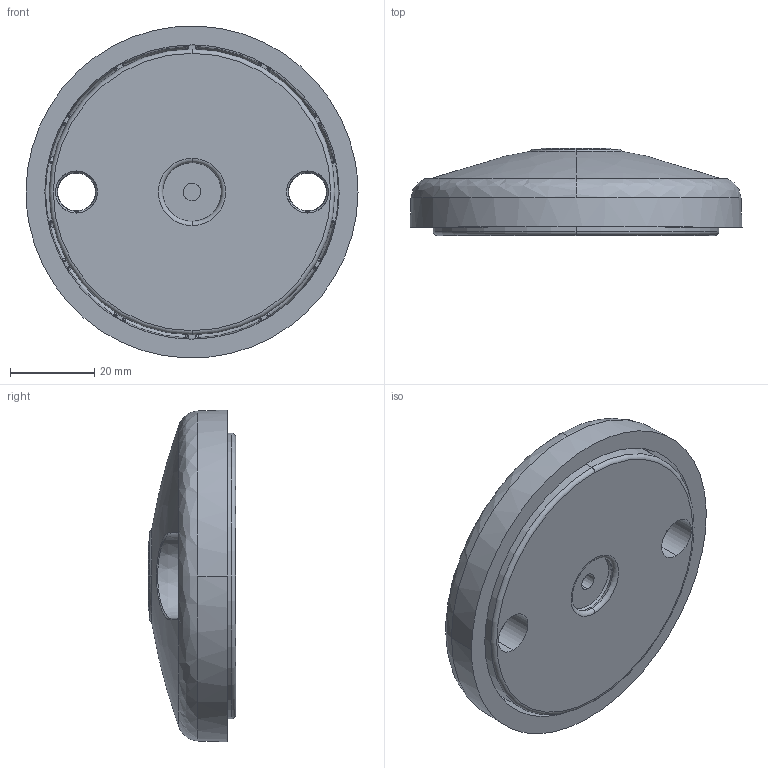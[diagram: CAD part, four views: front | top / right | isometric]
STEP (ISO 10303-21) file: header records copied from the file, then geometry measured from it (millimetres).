
FILE_DESCRIPTION (( 'STEP AP214' ), '1' );
FILE_NAME ('098d080zbsg.STEP', '2014-09-10T06:39:40', ( '' ), ( '' ), 'SwSTEP 2.0', 'SolidWorks 2014', '' );
FILE_SCHEMA (( 'AUTOMOTIVE_DESIGN' ));
Length unit declared in the file: millimetre
Products named in the file (1): 098d080zbsg
Bounding box: 79 x 20.8 x 78.94 mm (x, y, z)
Volume: 54610 mm3; surface area: 30629.4 mm2
Topology: 3 solids, 3 shells, 1343 faces, 3169 edges, 1795 vertices
Faces by surface type: bspline 994, cone 131, cylinder 110, plane 96, torus 12
Entity records: 74665 total; most frequent: CARTESIAN_POINT 36595, ORIENTED_EDGE 6248, EDGE_CURVE 3124, DIRECTION 3033, VERTEX_POINT 1795, B_SPLINE_CURVE_WITH_KNOTS 1705, AXIS2_PLACEMENT_3D 1403, EDGE_LOOP 1363
